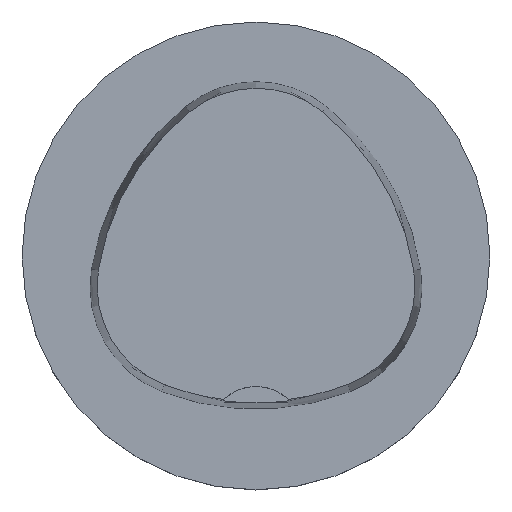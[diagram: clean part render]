
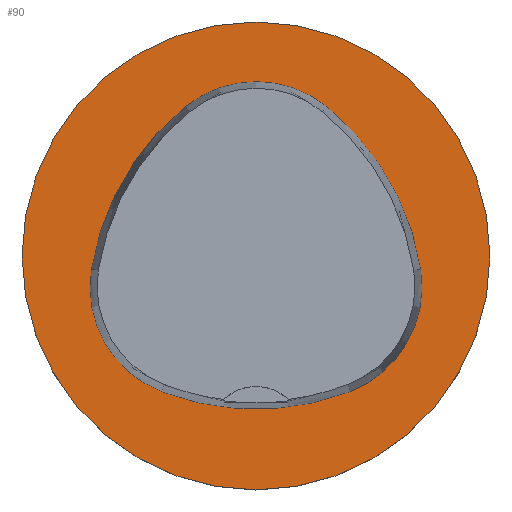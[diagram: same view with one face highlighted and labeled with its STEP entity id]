
A CAD part, top view. The second image highlights one B-rep face of the part: STEP entity #90.
In plain terms, the highlighted planar face has unit normal (0, 0, 1).
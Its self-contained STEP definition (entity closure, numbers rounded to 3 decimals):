
#72=PLANE('',#395);
#90=ADVANCED_FACE('',(#117,#118),#72,.T.);
#117=FACE_BOUND('',#148,.T.);
#118=FACE_BOUND('',#149,.T.);
#148=EDGE_LOOP('',(#211,#212,#213,#214,#215,#216));
#149=EDGE_LOOP('',(#217));
#211=ORIENTED_EDGE('',*,*,#289,.T.);
#212=ORIENTED_EDGE('',*,*,#269,.T.);
#213=ORIENTED_EDGE('',*,*,#273,.T.);
#214=ORIENTED_EDGE('',*,*,#276,.T.);
#215=ORIENTED_EDGE('',*,*,#279,.T.);
#216=ORIENTED_EDGE('',*,*,#287,.T.);
#217=ORIENTED_EDGE('',*,*,#266,.F.);
#238=VERTEX_POINT('',#542);
#241=VERTEX_POINT('',#553);
#242=VERTEX_POINT('',#554);
#245=VERTEX_POINT('',#562);
#247=VERTEX_POINT('',#568);
#249=VERTEX_POINT('',#574);
#256=VERTEX_POINT('',#595);
#266=EDGE_CURVE('',#238,#238,#302,.T.);
#269=EDGE_CURVE('',#241,#242,#305,.T.);
#273=EDGE_CURVE('',#242,#245,#307,.T.);
#276=EDGE_CURVE('',#245,#247,#309,.T.);
#279=EDGE_CURVE('',#247,#249,#311,.T.);
#287=EDGE_CURVE('',#249,#256,#315,.T.);
#289=EDGE_CURVE('',#256,#241,#317,.T.);
#302=CIRCLE('',#365,25.);
#305=CIRCLE('',#373,28.);
#307=CIRCLE('',#376,12.);
#309=CIRCLE('',#379,28.);
#311=CIRCLE('',#382,12.);
#315=CIRCLE('',#387,28.);
#317=CIRCLE('',#390,12.);
#365=AXIS2_PLACEMENT_3D('',#541,#430,#431);
#373=AXIS2_PLACEMENT_3D('',#552,#446,#447);
#376=AXIS2_PLACEMENT_3D('',#561,#454,#455);
#379=AXIS2_PLACEMENT_3D('',#567,#461,#462);
#382=AXIS2_PLACEMENT_3D('',#573,#468,#469);
#387=AXIS2_PLACEMENT_3D('',#596,#480,#481);
#390=AXIS2_PLACEMENT_3D('',#599,#486,#487);
#395=AXIS2_PLACEMENT_3D('',#604,#496,#497);
#430=DIRECTION('',(0.,0.,-1.));
#431=DIRECTION('',(-1.,0.,0.));
#446=DIRECTION('',(0.,0.,-1.));
#447=DIRECTION('',(-1.,0.,0.));
#454=DIRECTION('',(0.,0.,-1.));
#455=DIRECTION('',(-1.,0.,0.));
#461=DIRECTION('',(0.,0.,-1.));
#462=DIRECTION('',(-1.,0.,0.));
#468=DIRECTION('',(0.,0.,-1.));
#469=DIRECTION('',(-1.,0.,0.));
#480=DIRECTION('',(0.,0.,-1.));
#481=DIRECTION('',(-1.,0.,0.));
#486=DIRECTION('',(0.,0.,-1.));
#487=DIRECTION('',(-1.,0.,0.));
#496=DIRECTION('',(0.,0.,1.));
#497=DIRECTION('',(1.,0.,0.));
#541=CARTESIAN_POINT('',(0.,0.,0.));
#542=CARTESIAN_POINT('',(-25.,0.,0.));
#552=CARTESIAN_POINT('',(10.068,-5.824,0.));
#553=CARTESIAN_POINT('',(-17.584,-1.424,0.));
#554=CARTESIAN_POINT('',(-7.531,15.953,0.));
#561=CARTESIAN_POINT('',(0.011,6.62,0.));
#562=CARTESIAN_POINT('',(7.567,15.942,0.));
#567=CARTESIAN_POINT('',(-10.063,-5.81,0.));
#568=CARTESIAN_POINT('',(17.59,-1.418,0.));
#573=CARTESIAN_POINT('',(5.739,-3.3,0.));
#574=CARTESIAN_POINT('',(10.05,-14.499,0.));
#595=CARTESIAN_POINT('',(-10.025,-14.516,0.));
#596=CARTESIAN_POINT('',(-0.01,11.631,0.));
#599=CARTESIAN_POINT('',(-5.733,-3.31,0.));
#604=CARTESIAN_POINT('',(0.,0.,0.));
